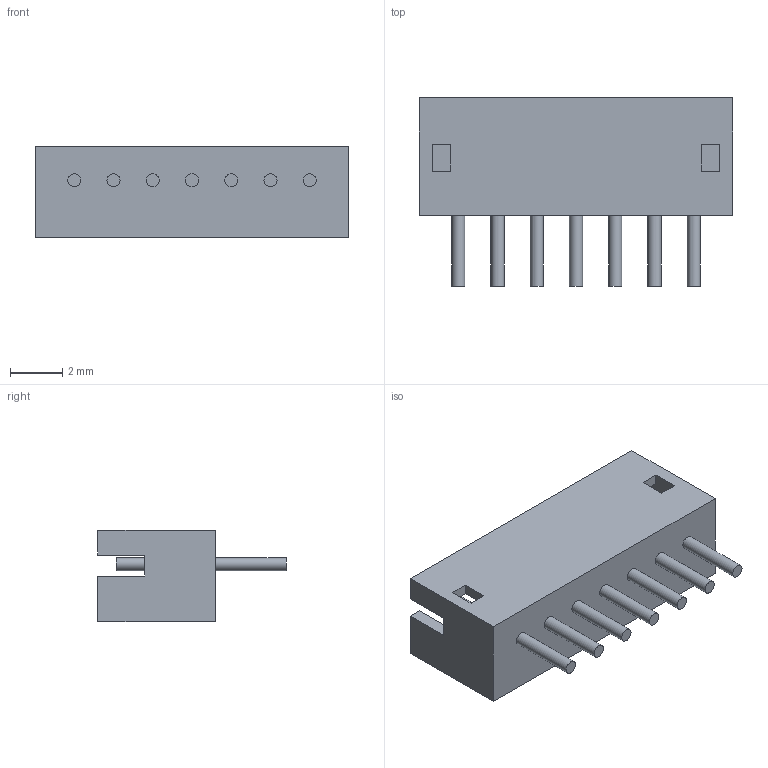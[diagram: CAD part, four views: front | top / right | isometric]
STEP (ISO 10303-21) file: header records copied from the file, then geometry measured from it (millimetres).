
FILE_DESCRIPTION(/* description */ (''),/* implementation_level */ '2;1');
FILE_NAME(/* name */ 'JST-07-ZH.step',/* time_stamp */ '2020-03-09T16:38:47+01:00',/* author */ (''),/* organization */ (''),/* preprocessor_version */ 'ST-DEVELOPER v18',/* originating_system */ 'Autodesk Translation Framework v8.12.0.6',/* authorisation */ '');
FILE_SCHEMA (('AUTOMOTIVE_DESIGN { 1 0 10303 214 3 1 1 }'));
Length unit declared in the file: millimetre
Products named in the file (1): JST-07-ZH
Bounding box: 12 x 7.2 x 3.5 mm (x, y, z)
Volume: 98 mm3; surface area: 367.7 mm2
Topology: 1 solids, 1 shells, 54 faces, 148 edges, 108 vertices
Faces by surface type: plane 40, cylinder 14
Full cylindrical faces by diameter (mm): 0.5 x14
Entity records: 1853 total; most frequent: DIRECTION 314, CARTESIAN_POINT 311, ORIENTED_EDGE 296, EDGE_CURVE 148, AXIS2_PLACEMENT_3D 111, VERTEX_POINT 108, LINE 92, VECTOR 92
